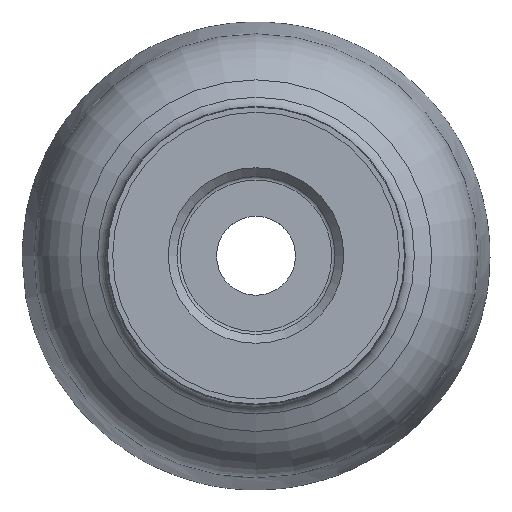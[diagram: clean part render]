
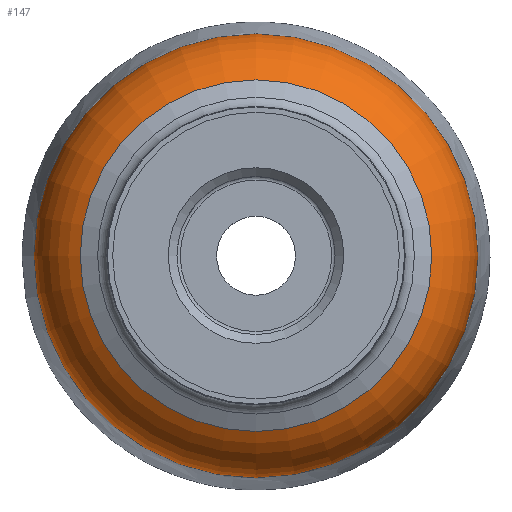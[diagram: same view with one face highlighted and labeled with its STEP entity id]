
A CAD part, top view. The second image highlights one B-rep face of the part: STEP entity #147.
In plain terms, the highlighted toroidal (fillet/blend) face has major radius 22.936 mm and minor radius 15 mm.
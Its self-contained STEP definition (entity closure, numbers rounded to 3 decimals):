
#119=TOROIDAL_SURFACE('',#578,22.936,15.);
#147=ADVANCED_FACE('CLONE_TP_FACE',(#210,#211),#119,.T.);
#210=FACE_BOUND('',#267,.T.);
#211=FACE_BOUND('',#268,.T.);
#267=EDGE_LOOP('',(#323));
#268=EDGE_LOOP('',(#324));
#323=ORIENTED_EDGE('',*,*,#373,.F.);
#324=ORIENTED_EDGE('',*,*,#370,.F.);
#341=VERTEX_POINT('',#782);
#344=VERTEX_POINT('',#789);
#370=EDGE_CURVE('',#341,#341,#398,.T.);
#373=EDGE_CURVE('',#344,#344,#401,.T.);
#398=CIRCLE('',#547,30.049);
#401=CIRCLE('',#551,37.936);
#547=AXIS2_PLACEMENT_3D('',#781,#649,#650);
#551=AXIS2_PLACEMENT_3D('',#788,#657,#658);
#578=AXIS2_PLACEMENT_3D('',#826,#711,#712);
#649=DIRECTION('',(0.,0.,1.));
#650=DIRECTION('',(1.,0.,0.));
#657=DIRECTION('',(0.,0.,-1.));
#658=DIRECTION('',(-1.,0.,0.));
#711=DIRECTION('',(0.,0.,-1.));
#712=DIRECTION('',(1.,0.,0.));
#781=CARTESIAN_POINT('',(0.,0.,-16.45));
#782=CARTESIAN_POINT('',(30.049,0.,-16.45));
#788=CARTESIAN_POINT('',(0.,0.,-29.656));
#789=CARTESIAN_POINT('',(-37.936,0.,-29.656));
#826=CARTESIAN_POINT('',(0.,0.,-29.656));
